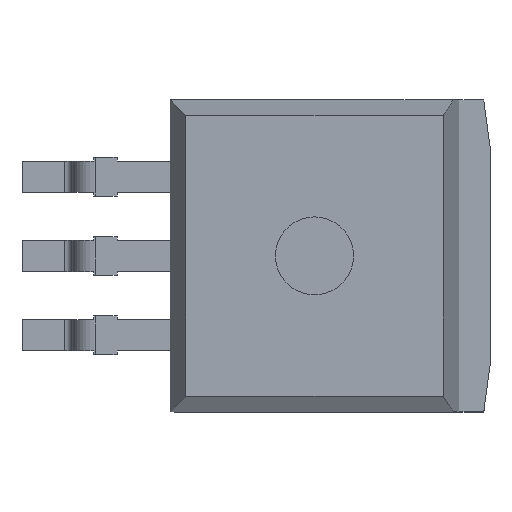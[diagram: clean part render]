
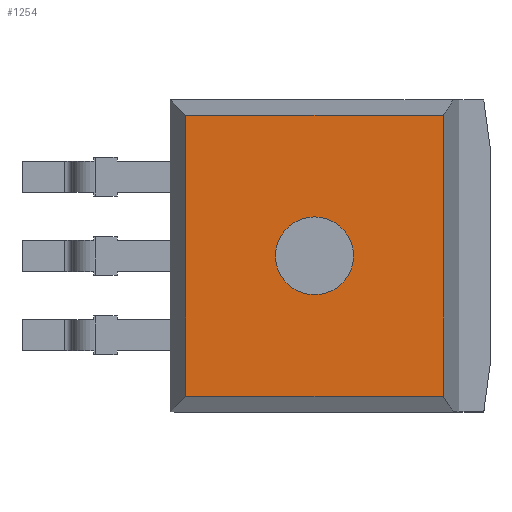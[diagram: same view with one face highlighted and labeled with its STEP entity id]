
A CAD part, top view. The second image highlights one B-rep face of the part: STEP entity #1254.
In plain terms, the highlighted planar face has unit normal (0, 0, 1).
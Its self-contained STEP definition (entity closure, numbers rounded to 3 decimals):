
#671 = VERTEX_POINT('',#672);
#672 = CARTESIAN_POINT('',(-2.25,-4.5,4.42));
#678 = EDGE_CURVE('',#671,#679,#681,.T.);
#679 = VERTEX_POINT('',#680);
#680 = CARTESIAN_POINT('',(6.,-4.5,4.42));
#681 = LINE('',#682,#683);
#682 = CARTESIAN_POINT('',(-2.25,-4.5,4.42));
#683 = VECTOR('',#684,1.);
#684 = DIRECTION('',(1.,0.,0.));
#701 = EDGE_CURVE('',#679,#702,#704,.T.);
#702 = VERTEX_POINT('',#703);
#703 = CARTESIAN_POINT('',(6.,4.5,4.42));
#704 = LINE('',#705,#706);
#705 = CARTESIAN_POINT('',(6.,-5.,4.42));
#706 = VECTOR('',#707,1.);
#707 = DIRECTION('',(0.,1.,0.));
#754 = EDGE_CURVE('',#755,#671,#757,.T.);
#755 = VERTEX_POINT('',#756);
#756 = CARTESIAN_POINT('',(-2.25,4.5,4.42));
#757 = LINE('',#758,#759);
#758 = CARTESIAN_POINT('',(-2.25,5.,4.42));
#759 = VECTOR('',#760,1.);
#760 = DIRECTION('',(0.,-1.,0.));
#1254 = ADVANCED_FACE('',(#1255,#1266),#1277,.F.);
#1255 = FACE_BOUND('',#1256,.F.);
#1256 = EDGE_LOOP('',(#1257,#1258,#1264,#1265));
#1257 = ORIENTED_EDGE('',*,*,#754,.F.);
#1258 = ORIENTED_EDGE('',*,*,#1259,.F.);
#1259 = EDGE_CURVE('',#702,#755,#1260,.T.);
#1260 = LINE('',#1261,#1262);
#1261 = CARTESIAN_POINT('',(6.,4.5,4.42));
#1262 = VECTOR('',#1263,1.);
#1263 = DIRECTION('',(-1.,0.,0.));
#1264 = ORIENTED_EDGE('',*,*,#701,.F.);
#1265 = ORIENTED_EDGE('',*,*,#678,.F.);
#1266 = FACE_BOUND('',#1267,.F.);
#1267 = EDGE_LOOP('',(#1268));
#1268 = ORIENTED_EDGE('',*,*,#1269,.F.);
#1269 = EDGE_CURVE('',#1270,#1270,#1272,.T.);
#1270 = VERTEX_POINT('',#1271);
#1271 = CARTESIAN_POINT('',(0.625,0.,4.42));
#1272 = CIRCLE('',#1273,1.25);
#1273 = AXIS2_PLACEMENT_3D('',#1274,#1275,#1276);
#1274 = CARTESIAN_POINT('',(1.875,0.,4.42));
#1275 = DIRECTION('',(0.,0.,-1.));
#1276 = DIRECTION('',(-1.,0.,0.));
#1277 = PLANE('',#1278);
#1278 = AXIS2_PLACEMENT_3D('',#1279,#1280,#1281);
#1279 = CARTESIAN_POINT('',(-2.75,-5.,4.42));
#1280 = DIRECTION('',(0.,0.,-1.));
#1281 = DIRECTION('',(-1.,0.,0.));
